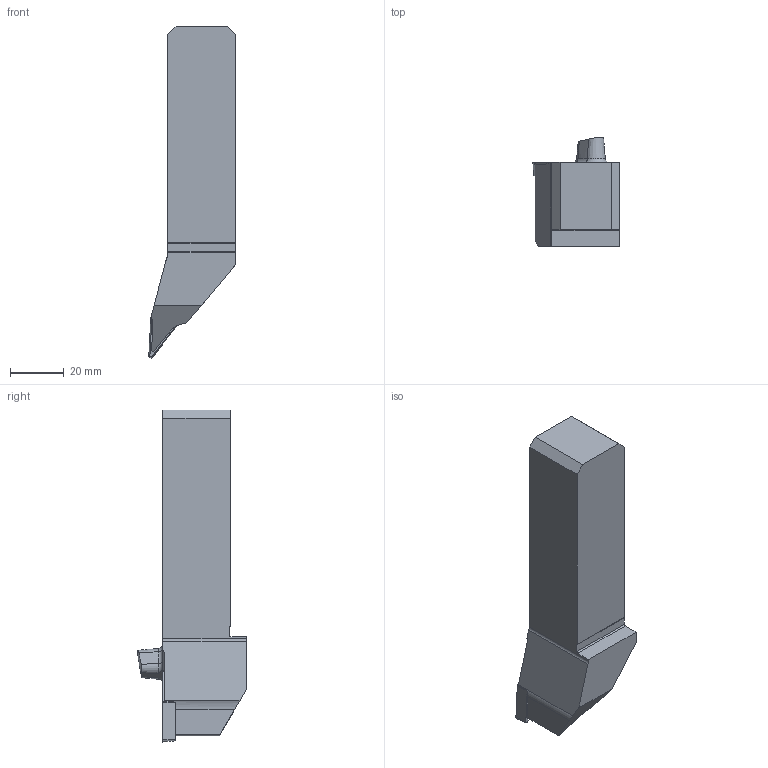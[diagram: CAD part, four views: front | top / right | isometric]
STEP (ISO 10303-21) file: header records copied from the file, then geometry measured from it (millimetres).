
FILE_DESCRIPTION(/* description */ (''),/* implementation_level */ '2;1');
FILE_NAME(/* name */ 'toolassembly_1.stp',/* time_stamp */ '2018-11-02T09:47:53+01:00',/* author */ (''),/* organization */ ('SMS'),/* preprocessor_version */ 'ST-DEVELOPER v15',/* originating_system */ 'SIEMENS PLM Software NX 8.5',/* authorisation */ '');
FILE_SCHEMA (('AUTOMOTIVE_DESIGN { 1 0 10303 214 3 1 1 1 }'));
Length unit declared in the file: millimetre
Products named in the file (4): IsoTurningInsert; ASSEMBLY_CONSTRUCTION; NOCUT; TOOLASSEMBLY_1
Assembly tree (3 placements, depth 2):
  TOOLASSEMBLY_1
    NOCUT
    ASSEMBLY_CONSTRUCTION
    IsoTurningInsert
Bounding box: 32 x 40.29 x 123 mm (x, y, z)
Volume: 70369.9 mm3; surface area: 13915.2 mm2
Topology: 2 solids, 3 shells, 108 faces, 282 edges, 188 vertices
Faces by surface type: plane 46, cone 24, cylinder 15, extrusion 12, torus 10, sphere 1
Full cylindrical faces by diameter (mm): 3.5 x1, 4.4 x2, 4.5 x1, 5.25 x1, 5.5 x1
Entity records: 4102 total; most frequent: CARTESIAN_POINT 1384, DIRECTION 535, ORIENTED_EDGE 516, EDGE_CURVE 258, AXIS2_PLACEMENT_3D 199, VERTEX_POINT 176, VECTOR 137, EDGE_LOOP 129
